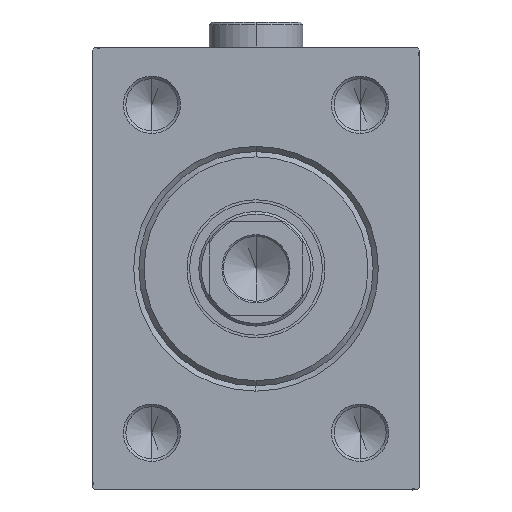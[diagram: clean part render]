
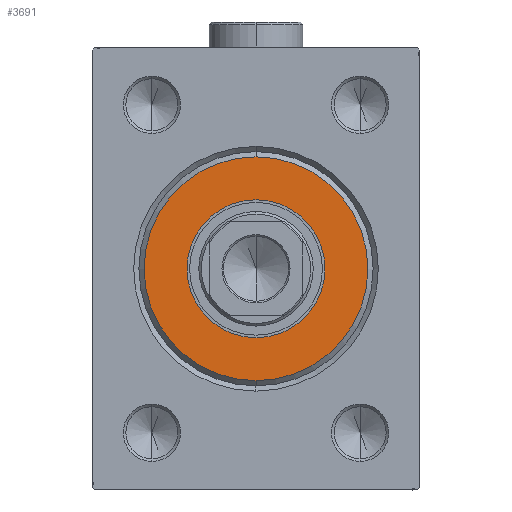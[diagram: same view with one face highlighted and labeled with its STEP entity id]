
A CAD part, left-side view. The second image highlights one B-rep face of the part: STEP entity #3691.
In plain terms, the highlighted face is planar.
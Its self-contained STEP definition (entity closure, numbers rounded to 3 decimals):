
#824 = DIRECTION ( 'NONE',  ( 0., 0., -1. ) ) ;
#1280 = DIRECTION ( 'NONE',  ( 1., 0., 0. ) ) ;
#1293 = CARTESIAN_POINT ( 'NONE',  ( 3., 0., -13.25 ) ) ;
#1802 = CIRCLE ( 'NONE', #34057, 13.25 ) ;
#2331 = DIRECTION ( 'NONE',  ( 0., 0., -1. ) ) ;
#3077 = CARTESIAN_POINT ( 'NONE',  ( 3., 0., 0. ) ) ;
#3509 = DIRECTION ( 'NONE',  ( 0., 0., -1. ) ) ;
#3691 = ADVANCED_FACE ( 'NONE', ( #13398, #19854 ), #20090, .T. ) ;
#4327 = VERTEX_POINT ( 'NONE', #12740 ) ;
#5245 = EDGE_CURVE ( 'NONE', #19785, #6582, #19565, .T. ) ;
#6582 = VERTEX_POINT ( 'NONE', #20862 ) ;
#9832 = ORIENTED_EDGE ( 'NONE', *, *, #29667, .T. ) ;
#12740 = CARTESIAN_POINT ( 'NONE',  ( 3., 0., 13.25 ) ) ;
#13200 = DIRECTION ( 'NONE',  ( 0., 0., -1. ) ) ;
#13398 = FACE_OUTER_BOUND ( 'NONE', #19895, .T. ) ;
#14174 = ORIENTED_EDGE ( 'NONE', *, *, #5245, .T. ) ;
#16069 = ORIENTED_EDGE ( 'NONE', *, *, #44470, .F. ) ;
#17296 = DIRECTION ( 'NONE',  ( 1., 0., 0. ) ) ;
#18146 = EDGE_CURVE ( 'NONE', #4327, #22750, #41775, .T. ) ;
#19565 = CIRCLE ( 'NONE', #38604, 21.5 ) ;
#19785 = VERTEX_POINT ( 'NONE', #23098 ) ;
#19854 = FACE_BOUND ( 'NONE', #40200, .T. ) ;
#19895 = EDGE_LOOP ( 'NONE', ( #9832, #14174 ) ) ;
#20090 = PLANE ( 'NONE',  #33477 ) ;
#20527 = CARTESIAN_POINT ( 'NONE',  ( 3., 0., 0. ) ) ;
#20862 = CARTESIAN_POINT ( 'NONE',  ( 3., 0., 21.5 ) ) ;
#21976 = AXIS2_PLACEMENT_3D ( 'NONE', #39392, #1280, #824 ) ;
#22399 = AXIS2_PLACEMENT_3D ( 'NONE', #20527, #17296, #3509 ) ;
#22750 = VERTEX_POINT ( 'NONE', #1293 ) ;
#23098 = CARTESIAN_POINT ( 'NONE',  ( 3., 0., -21.5 ) ) ;
#23557 = DIRECTION ( 'NONE',  ( 1., 0., 0. ) ) ;
#27219 = DIRECTION ( 'NONE',  ( 0., 0., -1. ) ) ;
#29667 = EDGE_CURVE ( 'NONE', #6582, #19785, #38414, .T. ) ;
#33477 = AXIS2_PLACEMENT_3D ( 'NONE', #3077, #37991, #27219 ) ;
#34057 = AXIS2_PLACEMENT_3D ( 'NONE', #44461, #23557, #13200 ) ;
#37991 = DIRECTION ( 'NONE',  ( 1., 0., 0. ) ) ;
#38414 = CIRCLE ( 'NONE', #22399, 21.5 ) ;
#38604 = AXIS2_PLACEMENT_3D ( 'NONE', #44360, #44573, #2331 ) ;
#39392 = CARTESIAN_POINT ( 'NONE',  ( 3., 0., 0. ) ) ;
#40200 = EDGE_LOOP ( 'NONE', ( #16069, #40807 ) ) ;
#40807 = ORIENTED_EDGE ( 'NONE', *, *, #18146, .F. ) ;
#41775 = CIRCLE ( 'NONE', #21976, 13.25 ) ;
#44360 = CARTESIAN_POINT ( 'NONE',  ( 3., 0., 0. ) ) ;
#44461 = CARTESIAN_POINT ( 'NONE',  ( 3., 0., 0. ) ) ;
#44470 = EDGE_CURVE ( 'NONE', #22750, #4327, #1802, .T. ) ;
#44573 = DIRECTION ( 'NONE',  ( 1., 0., 0. ) ) ;
